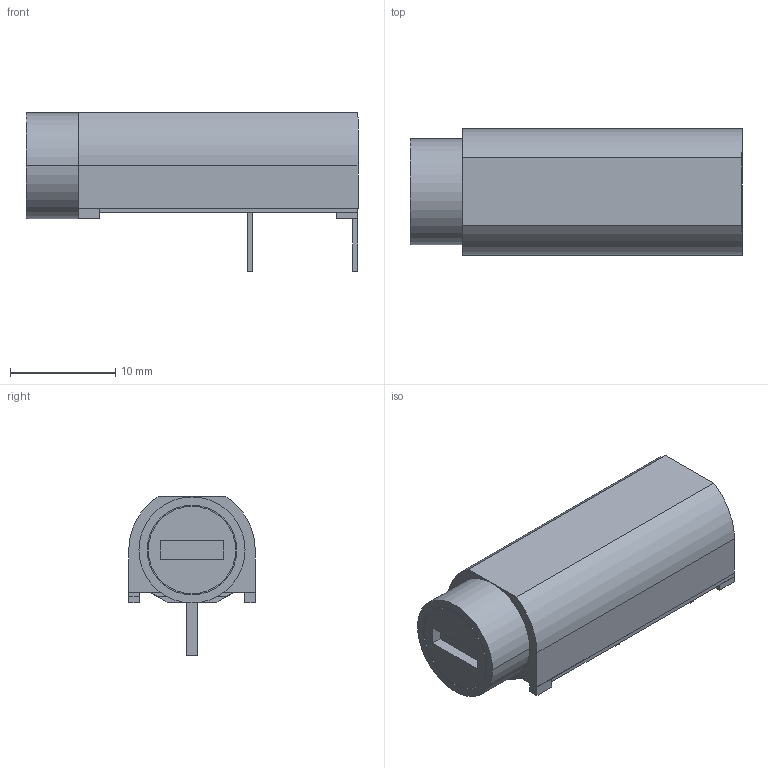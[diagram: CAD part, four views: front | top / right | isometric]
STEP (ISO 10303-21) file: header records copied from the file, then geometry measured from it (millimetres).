
FILE_DESCRIPTION((''),'2;1');
FILE_NAME('FUSH_SCHURTER_0031.3551.stp','2012-03-06T09:00:48',(''),(''),'Mechanical Desktop 2011','Mechanical Desktop 2011',', , ');
FILE_SCHEMA(('AUTOMOTIVE_DESIGN { 1 2 10303 214 1 1 1 1 }'));
Length unit declared in the file: millimetre
Products named in the file (1): Product
Bounding box: 31.5 x 12 x 15.06 mm (x, y, z)
Volume: 3174.1 mm3; surface area: 2421.1 mm2
Topology: 14 solids, 14 shells, 89 faces, 180 edges, 120 vertices
Faces by surface type: plane 57, bspline 24, cylinder 8
Entity records: 2333 total; most frequent: CARTESIAN_POINT 462, ORIENTED_EDGE 360, DIRECTION 328, EDGE_CURVE 180, VECTOR 164, LINE 164, VERTEX_POINT 120, EDGE_LOOP 92
